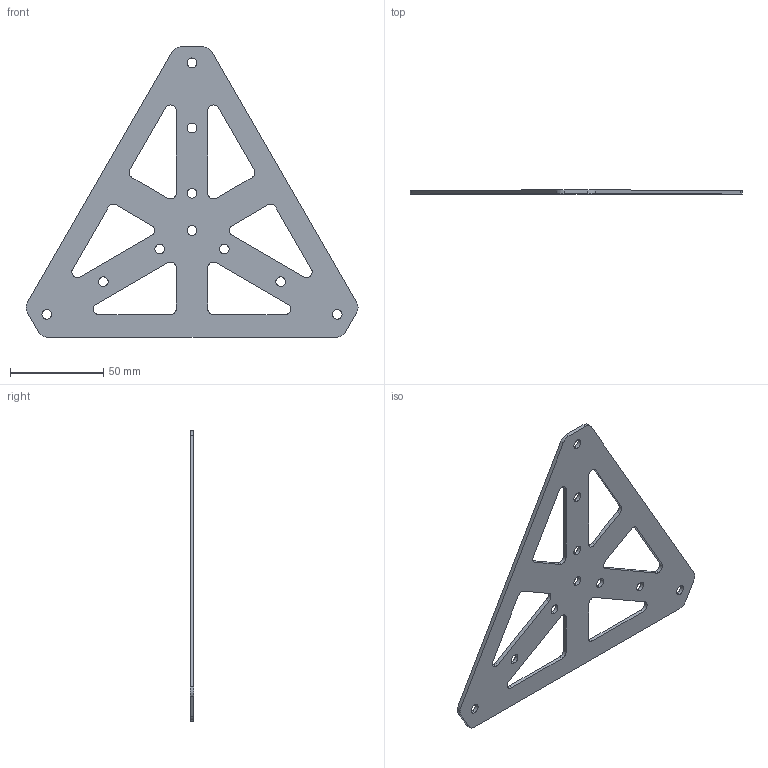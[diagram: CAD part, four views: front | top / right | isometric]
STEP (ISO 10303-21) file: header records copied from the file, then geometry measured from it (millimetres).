
FILE_DESCRIPTION (( 'STEP AP214' ), '1' );
FILE_NAME ('E37 Ó-ñîåäèíèòåëü 120 ãðàäóñîâ 100 ìì.STEP', '2019-11-19T14:38:14', ( 'Windows User' ), ( '' ), 'SwSTEP 2.0', 'SolidWorks 2019', '' );
FILE_SCHEMA (( 'AUTOMOTIVE_DESIGN' ));
Length unit declared in the file: millimetre
Products named in the file (1): E37 Ó-ñîåäèíèòåëü 120 ãðàäóñîâ 100 ìì
Bounding box: 178.19 x 2 x 155.66 mm (x, y, z)
Volume: 23377.6 mm3; surface area: 26265.5 mm2
Topology: 1 solids, 1 shells, 75 faces, 219 edges, 146 vertices
Faces by surface type: cylinder 49, plane 26
Entity records: 2629 total; most frequent: DIRECTION 469, CARTESIAN_POINT 441, ORIENTED_EDGE 438, EDGE_CURVE 219, AXIS2_PLACEMENT_3D 174, VERTEX_POINT 146, LINE 121, VECTOR 121
